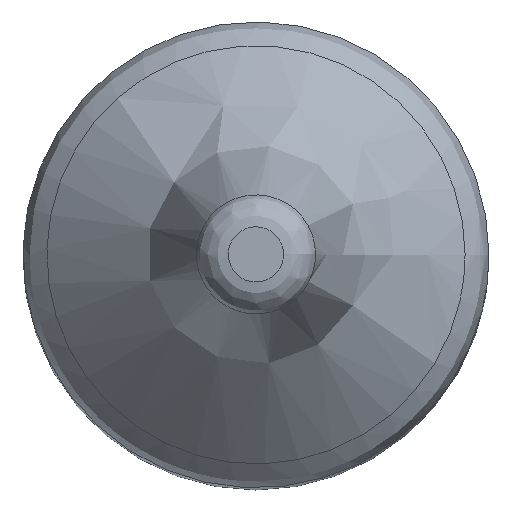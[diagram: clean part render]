
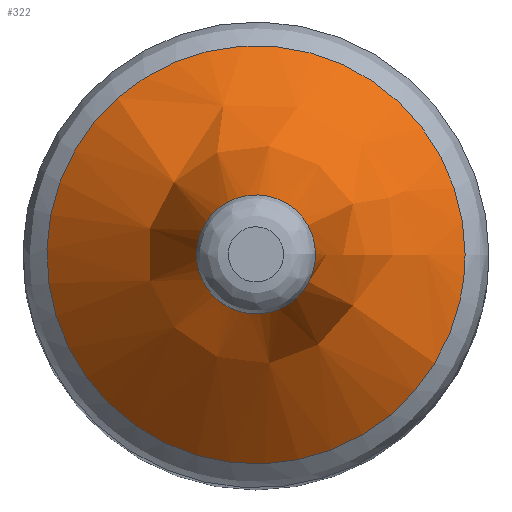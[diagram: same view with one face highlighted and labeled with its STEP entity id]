
A CAD part, top view. The second image highlights one B-rep face of the part: STEP entity #322.
In plain terms, the highlighted free-form (B-spline) face has degree [14, 2] with [15, 3] control points.
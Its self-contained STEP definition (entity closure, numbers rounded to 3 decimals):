
#91 = VERTEX_POINT('',#92);
#92 = CARTESIAN_POINT('',(4.847,0.,
    30.248));
#98 = EDGE_CURVE('',#91,#91,#99,.T.);
#99 = ( BOUNDED_CURVE() B_SPLINE_CURVE(13,(#100,#101,#102,#103,#104,#105
    ,#106,#107,#108,#109,#110,#111,#112,#113),.UNSPECIFIED.,.T.,.F.) 
B_SPLINE_CURVE_WITH_KNOTS((14,14),(0.,33.929),
.PIECEWISE_BEZIER_KNOTS.) CURVE() GEOMETRIC_REPRESENTATION_ITEM() 
RATIONAL_B_SPLINE_CURVE((1.,1.,1.,1.,
    1.,1.,1.,1.,
    1.,1.,1.,1.,1.,1.)) 
REPRESENTATION_ITEM('') );
#100 = CARTESIAN_POINT('',(4.847,0.,
    30.248));
#101 = CARTESIAN_POINT('',(4.847,2.309,30.248
    ));
#102 = CARTESIAN_POINT('',(3.654,4.671,30.248
    ));
#103 = CARTESIAN_POINT('',(1.198,6.36,30.248
    ));
#104 = CARTESIAN_POINT('',(-2.181,6.619,30.248)
  );
#105 = CARTESIAN_POINT('',(-5.1,4.819,
    30.248));
#106 = CARTESIAN_POINT('',(-7.241,2.191,
    30.248));
#107 = CARTESIAN_POINT('',(-7.241,-2.191,
    30.248));
#108 = CARTESIAN_POINT('',(-5.1,-4.819,
    30.248));
#109 = CARTESIAN_POINT('',(-2.181,-6.619,
    30.248));
#110 = CARTESIAN_POINT('',(1.198,-6.36,30.248
    ));
#111 = CARTESIAN_POINT('',(3.654,-4.671,
    30.248));
#112 = CARTESIAN_POINT('',(4.847,-2.309,30.248
    ));
#113 = CARTESIAN_POINT('',(4.847,0.,
    30.248));
#322 = ADVANCED_FACE('',(#323),#352,.T.);
#323 = FACE_BOUND('',#324,.T.);
#324 = EDGE_LOOP('',(#325,#333,#350,#351));
#325 = ORIENTED_EDGE('',*,*,#326,.T.);
#326 = EDGE_CURVE('',#91,#327,#329,.T.);
#327 = VERTEX_POINT('',#328);
#328 = CARTESIAN_POINT('',(1.381,0.,
    35.366));
#329 = B_SPLINE_CURVE_WITH_KNOTS('',2,(#330,#331,#332),.UNSPECIFIED.,.F.
  ,.F.,(3,3),(0.,1.),.PIECEWISE_BEZIER_KNOTS.);
#330 = CARTESIAN_POINT('',(5.4,0.,30.));
#331 = CARTESIAN_POINT('',(1.749,0.,
    31.457));
#332 = CARTESIAN_POINT('',(1.3,0.,36.));
#333 = ORIENTED_EDGE('',*,*,#334,.F.);
#334 = EDGE_CURVE('',#327,#327,#335,.T.);
#335 = ( BOUNDED_CURVE() B_SPLINE_CURVE(13,(#336,#337,#338,#339,#340,
    #341,#342,#343,#344,#345,#346,#347,#348,#349),.UNSPECIFIED.,.T.,.F.)
 B_SPLINE_CURVE_WITH_KNOTS((14,14),(0.,8.168),
.PIECEWISE_BEZIER_KNOTS.) CURVE() GEOMETRIC_REPRESENTATION_ITEM() 
RATIONAL_B_SPLINE_CURVE((1.,1.,1.,1.,
    1.,1.,1.,1.,
    1.,1.,1.,1.,1.,1.)) 
REPRESENTATION_ITEM('') );
#336 = CARTESIAN_POINT('',(1.381,0.,
    35.366));
#337 = CARTESIAN_POINT('',(1.381,0.658,35.366
    ));
#338 = CARTESIAN_POINT('',(1.041,1.33,35.366
    ));
#339 = CARTESIAN_POINT('',(0.341,1.811,35.366
    ));
#340 = CARTESIAN_POINT('',(-0.621,1.885,
    35.366));
#341 = CARTESIAN_POINT('',(-1.453,1.373,
    35.366));
#342 = CARTESIAN_POINT('',(-2.062,0.624,
    35.366));
#343 = CARTESIAN_POINT('',(-2.062,-0.624,
    35.366));
#344 = CARTESIAN_POINT('',(-1.453,-1.373,
    35.366));
#345 = CARTESIAN_POINT('',(-0.621,-1.885,
    35.366));
#346 = CARTESIAN_POINT('',(0.341,-1.811,
    35.366));
#347 = CARTESIAN_POINT('',(1.041,-1.33,
    35.366));
#348 = CARTESIAN_POINT('',(1.381,-0.658,
    35.366));
#349 = CARTESIAN_POINT('',(1.381,0.,
    35.366));
#350 = ORIENTED_EDGE('',*,*,#326,.F.);
#351 = ORIENTED_EDGE('',*,*,#98,.T.);
#352 = B_SPLINE_SURFACE_WITH_KNOTS('',14,2,(
    (#353,#354,#355)
    ,(#356,#357,#358)
    ,(#359,#360,#361)
    ,(#362,#363,#364)
    ,(#365,#366,#367)
    ,(#368,#369,#370)
    ,(#371,#372,#373)
    ,(#374,#375,#376)
    ,(#377,#378,#379)
    ,(#380,#381,#382)
    ,(#383,#384,#385)
    ,(#386,#387,#388)
    ,(#389,#390,#391)
    ,(#392,#393,#394)
    ,(#395,#396,#397
    )),.UNSPECIFIED.,.T.,.F.,.F.,(15,15),(3,3),(0.,1.),(0.,1.),
  .PIECEWISE_BEZIER_KNOTS.);
#353 = CARTESIAN_POINT('',(5.4,0.,30.));
#354 = CARTESIAN_POINT('',(1.749,0.,
    31.457));
#355 = CARTESIAN_POINT('',(1.3,0.,36.));
#356 = CARTESIAN_POINT('',(5.4,2.424,30.));
#357 = CARTESIAN_POINT('',(1.749,0.785,31.457
    ));
#358 = CARTESIAN_POINT('',(1.3,0.583,36.));
#359 = CARTESIAN_POINT('',(4.229,4.847,30.));
#360 = CARTESIAN_POINT('',(1.369,1.57,31.457
    ));
#361 = CARTESIAN_POINT('',(1.018,1.167,36.));
#362 = CARTESIAN_POINT('',(1.886,6.657,30.));
#363 = CARTESIAN_POINT('',(0.611,2.156,31.457
    ));
#364 = CARTESIAN_POINT('',(0.454,1.603,36.));
#365 = CARTESIAN_POINT('',(-1.278,7.241,30.));
#366 = CARTESIAN_POINT('',(-0.414,2.345,
    31.457));
#367 = CARTESIAN_POINT('',(-0.308,1.743,36.));
#368 = CARTESIAN_POINT('',(-4.562,6.204,30.));
#369 = CARTESIAN_POINT('',(-1.477,2.009,
    31.457));
#370 = CARTESIAN_POINT('',(-1.098,1.494,36.));
#371 = CARTESIAN_POINT('',(-7.069,3.596,30.));
#372 = CARTESIAN_POINT('',(-2.29,1.164,31.457
    ));
#373 = CARTESIAN_POINT('',(-1.702,0.866,36.));
#374 = CARTESIAN_POINT('',(-8.013,0.,30.));
#375 = CARTESIAN_POINT('',(-2.594,0.,
    31.457));
#376 = CARTESIAN_POINT('',(-1.929,0.,36.));
#377 = CARTESIAN_POINT('',(-7.069,-3.596,30.));
#378 = CARTESIAN_POINT('',(-2.29,-1.164,
    31.457));
#379 = CARTESIAN_POINT('',(-1.702,-0.866,36.));
#380 = CARTESIAN_POINT('',(-4.562,-6.204,30.));
#381 = CARTESIAN_POINT('',(-1.477,-2.009,
    31.457));
#382 = CARTESIAN_POINT('',(-1.098,-1.494,36.));
#383 = CARTESIAN_POINT('',(-1.278,-7.241,30.));
#384 = CARTESIAN_POINT('',(-0.414,-2.345,
    31.457));
#385 = CARTESIAN_POINT('',(-0.308,-1.743,36.));
#386 = CARTESIAN_POINT('',(1.886,-6.657,30.));
#387 = CARTESIAN_POINT('',(0.611,-2.156,
    31.457));
#388 = CARTESIAN_POINT('',(0.454,-1.603,36.));
#389 = CARTESIAN_POINT('',(4.229,-4.847,30.));
#390 = CARTESIAN_POINT('',(1.369,-1.57,
    31.457));
#391 = CARTESIAN_POINT('',(1.018,-1.167,36.));
#392 = CARTESIAN_POINT('',(5.4,-2.424,30.));
#393 = CARTESIAN_POINT('',(1.749,-0.785,31.457
    ));
#394 = CARTESIAN_POINT('',(1.3,-0.583,36.));
#395 = CARTESIAN_POINT('',(5.4,0.,30.));
#396 = CARTESIAN_POINT('',(1.749,0.,
    31.457));
#397 = CARTESIAN_POINT('',(1.3,0.,36.));
